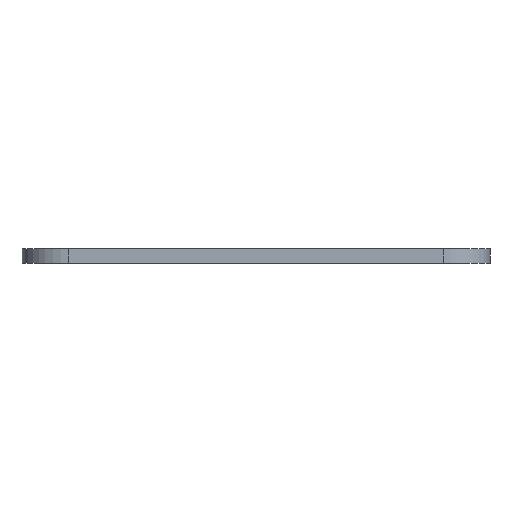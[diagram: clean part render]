
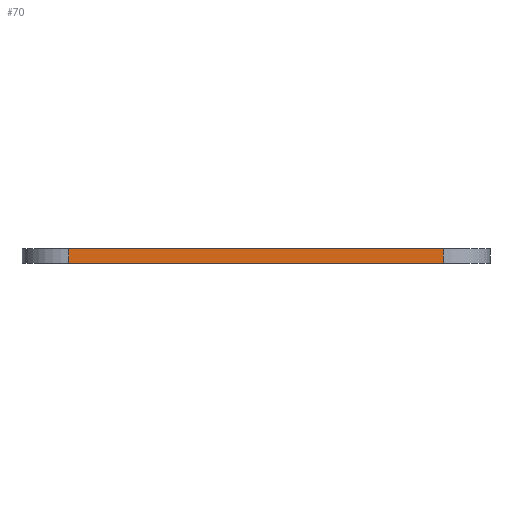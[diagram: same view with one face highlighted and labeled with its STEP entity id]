
A CAD part, left-side view. The second image highlights one B-rep face of the part: STEP entity #70.
In plain terms, the highlighted planar face has unit normal (-1, 0, 0).
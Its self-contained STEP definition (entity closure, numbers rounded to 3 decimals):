
#32 = EDGE_CURVE('',#33,#35,#37,.T.);
#33 = VERTEX_POINT('',#34);
#34 = CARTESIAN_POINT('',(114.476,-111.222,0.));
#35 = VERTEX_POINT('',#36);
#36 = CARTESIAN_POINT('',(114.476,-111.222,-1.6));
#37 = LINE('',#38,#39);
#38 = CARTESIAN_POINT('',(114.476,-111.222,0.));
#39 = VECTOR('',#40,1.);
#40 = DIRECTION('',(0.,0.,-1.));
#70 = ADVANCED_FACE('',(#71),#96,.F.);
#71 = FACE_BOUND('',#72,.F.);
#72 = EDGE_LOOP('',(#73,#74,#82,#90));
#73 = ORIENTED_EDGE('',*,*,#32,.T.);
#74 = ORIENTED_EDGE('',*,*,#75,.T.);
#75 = EDGE_CURVE('',#35,#76,#78,.T.);
#76 = VERTEX_POINT('',#77);
#77 = CARTESIAN_POINT('',(114.476,-71.222,-1.6));
#78 = LINE('',#79,#80);
#79 = CARTESIAN_POINT('',(114.476,-111.222,-1.6));
#80 = VECTOR('',#81,1.);
#81 = DIRECTION('',(0.,1.,0.));
#82 = ORIENTED_EDGE('',*,*,#83,.F.);
#83 = EDGE_CURVE('',#84,#76,#86,.T.);
#84 = VERTEX_POINT('',#85);
#85 = CARTESIAN_POINT('',(114.476,-71.222,0.));
#86 = LINE('',#87,#88);
#87 = CARTESIAN_POINT('',(114.476,-71.222,0.));
#88 = VECTOR('',#89,1.);
#89 = DIRECTION('',(0.,0.,-1.));
#90 = ORIENTED_EDGE('',*,*,#91,.F.);
#91 = EDGE_CURVE('',#33,#84,#92,.T.);
#92 = LINE('',#93,#94);
#93 = CARTESIAN_POINT('',(114.476,-111.222,0.));
#94 = VECTOR('',#95,1.);
#95 = DIRECTION('',(0.,1.,0.));
#96 = PLANE('',#97);
#97 = AXIS2_PLACEMENT_3D('',#98,#99,#100);
#98 = CARTESIAN_POINT('',(114.476,-111.222,0.));
#99 = DIRECTION('',(1.,-0.,0.));
#100 = DIRECTION('',(0.,1.,0.));
